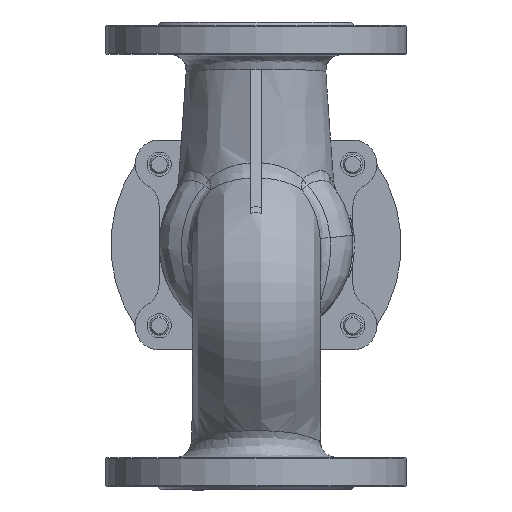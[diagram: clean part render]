
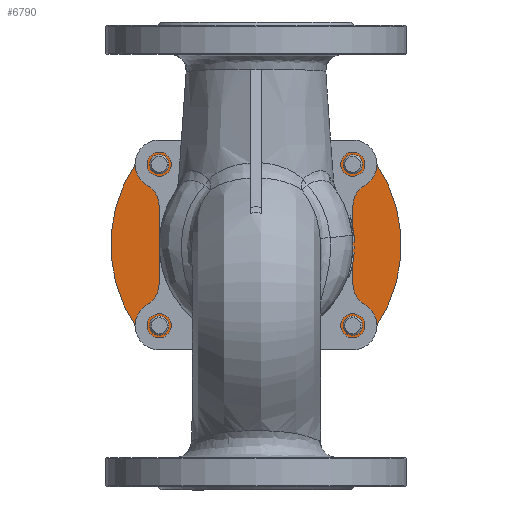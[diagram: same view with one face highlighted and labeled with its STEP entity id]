
A CAD part, front view. The second image highlights one B-rep face of the part: STEP entity #6790.
In plain terms, the highlighted planar face has unit normal (0, -1, 0).
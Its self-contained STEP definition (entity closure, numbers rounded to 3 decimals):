
#192=FACE_BOUND('',#1288,.T.);
#193=FACE_BOUND('',#1289,.T.);
#194=FACE_BOUND('',#1290,.T.);
#195=FACE_BOUND('',#1291,.T.);
#595=PLANE('',#7473);
#858=FACE_OUTER_BOUND('',#1287,.T.);
#1287=EDGE_LOOP('',(#5146,#5147,#5148,#5149,#5150,#5151,#5152,#5153));
#1288=EDGE_LOOP('',(#5154));
#1289=EDGE_LOOP('',(#5155));
#1290=EDGE_LOOP('',(#5156));
#1291=EDGE_LOOP('',(#5157));
#1701=LINE('',#15564,#2047);
#1702=LINE('',#15566,#2048);
#2047=VECTOR('',#8735,10.);
#2048=VECTOR('',#8738,10.);
#2400=CIRCLE('',#7462,1.);
#2401=CIRCLE('',#7466,1.);
#2402=CIRCLE('',#7468,1.);
#2403=CIRCLE('',#7470,1.);
#2404=CIRCLE('',#7472,90.);
#2405=CIRCLE('',#7474,90.);
#2406=CIRCLE('',#7475,5.5);
#2407=CIRCLE('',#7476,5.5);
#2408=CIRCLE('',#7477,5.5);
#2409=CIRCLE('',#7478,5.5);
#2923=VERTEX_POINT('',#15532);
#2924=VERTEX_POINT('',#15533);
#2925=VERTEX_POINT('',#15544);
#2926=VERTEX_POINT('',#15545);
#2927=VERTEX_POINT('',#15550);
#2928=VERTEX_POINT('',#15551);
#2929=VERTEX_POINT('',#15556);
#2930=VERTEX_POINT('',#15557);
#2931=VERTEX_POINT('',#15567);
#2932=VERTEX_POINT('',#15569);
#2933=VERTEX_POINT('',#15571);
#2934=VERTEX_POINT('',#15573);
#3709=EDGE_CURVE('',#2923,#2924,#2400,.T.);
#3716=EDGE_CURVE('',#2925,#2926,#2401,.T.);
#3719=EDGE_CURVE('',#2927,#2928,#2402,.T.);
#3722=EDGE_CURVE('',#2929,#2930,#2403,.T.);
#3725=EDGE_CURVE('',#2923,#2926,#2404,.T.);
#3726=EDGE_CURVE('',#2925,#2930,#1701,.T.);
#3727=EDGE_CURVE('',#2929,#2928,#2405,.T.);
#3728=EDGE_CURVE('',#2927,#2924,#1702,.T.);
#3729=EDGE_CURVE('',#2931,#2931,#2406,.T.);
#3730=EDGE_CURVE('',#2932,#2932,#2407,.T.);
#3731=EDGE_CURVE('',#2933,#2933,#2408,.T.);
#3732=EDGE_CURVE('',#2934,#2934,#2409,.T.);
#5146=ORIENTED_EDGE('',*,*,#3709,.F.);
#5147=ORIENTED_EDGE('',*,*,#3725,.T.);
#5148=ORIENTED_EDGE('',*,*,#3716,.F.);
#5149=ORIENTED_EDGE('',*,*,#3726,.T.);
#5150=ORIENTED_EDGE('',*,*,#3722,.F.);
#5151=ORIENTED_EDGE('',*,*,#3727,.T.);
#5152=ORIENTED_EDGE('',*,*,#3719,.F.);
#5153=ORIENTED_EDGE('',*,*,#3728,.T.);
#5154=ORIENTED_EDGE('',*,*,#3729,.T.);
#5155=ORIENTED_EDGE('',*,*,#3730,.T.);
#5156=ORIENTED_EDGE('',*,*,#3731,.T.);
#5157=ORIENTED_EDGE('',*,*,#3732,.T.);
#6790=ADVANCED_FACE('',(#858,#192,#193,#194,#195),#595,.T.);
#7462=AXIS2_PLACEMENT_3D('',#15534,#8699,#8700);
#7466=AXIS2_PLACEMENT_3D('',#15546,#8713,#8714);
#7468=AXIS2_PLACEMENT_3D('',#15552,#8719,#8720);
#7470=AXIS2_PLACEMENT_3D('',#15558,#8725,#8726);
#7472=AXIS2_PLACEMENT_3D('',#15562,#8731,#8732);
#7473=AXIS2_PLACEMENT_3D('',#15563,#8733,#8734);
#7474=AXIS2_PLACEMENT_3D('',#15565,#8736,#8737);
#7475=AXIS2_PLACEMENT_3D('',#15568,#8739,#8740);
#7476=AXIS2_PLACEMENT_3D('',#15570,#8741,#8742);
#7477=AXIS2_PLACEMENT_3D('',#15572,#8743,#8744);
#7478=AXIS2_PLACEMENT_3D('',#15574,#8745,#8746);
#8699=DIRECTION('center_axis',(0.,1.,0.));
#8700=DIRECTION('ref_axis',(0.923,0.,0.385));
#8713=DIRECTION('center_axis',(0.,1.,0.));
#8714=DIRECTION('ref_axis',(-0.923,0.,0.385));
#8719=DIRECTION('center_axis',(0.,1.,0.));
#8720=DIRECTION('ref_axis',(0.923,0.,-0.385));
#8725=DIRECTION('center_axis',(0.,1.,0.));
#8726=DIRECTION('ref_axis',(-0.923,0.,-0.385));
#8731=DIRECTION('center_axis',(0.,-1.,0.));
#8732=DIRECTION('ref_axis',(1.,0.,0.));
#8733=DIRECTION('center_axis',(0.,-1.,0.));
#8734=DIRECTION('ref_axis',(0.,0.,-1.));
#8735=DIRECTION('',(0.,0.,-1.));
#8736=DIRECTION('center_axis',(0.,-1.,0.));
#8737=DIRECTION('ref_axis',(1.,0.,0.));
#8738=DIRECTION('',(0.,0.,1.));
#8739=DIRECTION('center_axis',(0.,1.,0.));
#8740=DIRECTION('ref_axis',(-1.,0.,0.));
#8741=DIRECTION('center_axis',(0.,1.,0.));
#8742=DIRECTION('ref_axis',(-1.,0.,0.));
#8743=DIRECTION('center_axis',(0.,1.,0.));
#8744=DIRECTION('ref_axis',(-1.,0.,0.));
#8745=DIRECTION('center_axis',(0.,1.,0.));
#8746=DIRECTION('ref_axis',(-1.,0.,0.));
#15532=CARTESIAN_POINT('',(63.346,-495.,63.932));
#15533=CARTESIAN_POINT('',(63.642,-495.,63.222));
#15534=CARTESIAN_POINT('Origin',(62.642,-495.,63.222));
#15544=CARTESIAN_POINT('',(-63.642,-495.,63.222));
#15545=CARTESIAN_POINT('',(-63.346,-495.,63.932));
#15546=CARTESIAN_POINT('Origin',(-62.642,-495.,63.222));
#15550=CARTESIAN_POINT('',(63.642,-495.,-63.222));
#15551=CARTESIAN_POINT('',(63.346,-495.,-63.932));
#15552=CARTESIAN_POINT('Origin',(62.642,-495.,-63.222));
#15556=CARTESIAN_POINT('',(-63.346,-495.,-63.932));
#15557=CARTESIAN_POINT('',(-63.642,-495.,-63.222));
#15558=CARTESIAN_POINT('Origin',(-62.642,-495.,-63.222));
#15562=CARTESIAN_POINT('Origin',(0.,-495.,0.));
#15563=CARTESIAN_POINT('Origin',(0.,-495.,0.));
#15564=CARTESIAN_POINT('',(-63.642,-495.,109.504));
#15565=CARTESIAN_POINT('Origin',(0.,-495.,0.));
#15566=CARTESIAN_POINT('',(63.642,-495.,-109.504));
#15567=CARTESIAN_POINT('',(-44.5,-495.,60.));
#15568=CARTESIAN_POINT('Origin',(-50.,-495.,60.));
#15569=CARTESIAN_POINT('',(55.5,-495.,60.));
#15570=CARTESIAN_POINT('Origin',(50.,-495.,60.));
#15571=CARTESIAN_POINT('',(55.5,-495.,-60.));
#15572=CARTESIAN_POINT('Origin',(50.,-495.,-60.));
#15573=CARTESIAN_POINT('',(-44.5,-495.,-60.));
#15574=CARTESIAN_POINT('Origin',(-50.,-495.,-60.));
